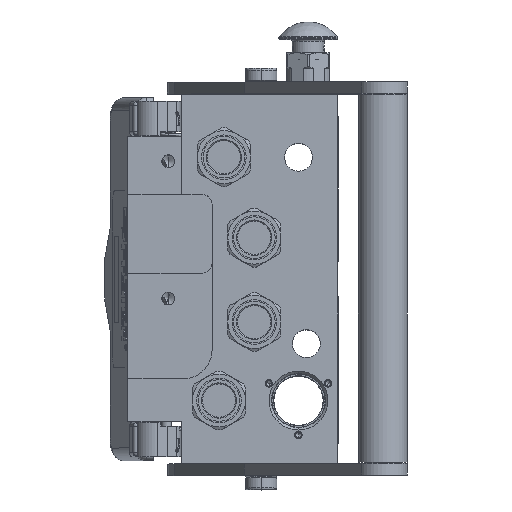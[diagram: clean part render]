
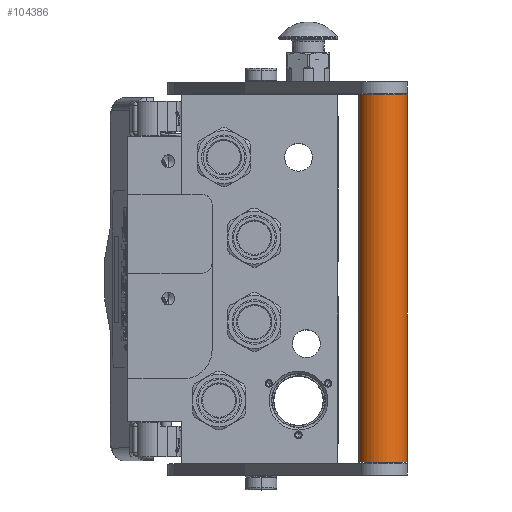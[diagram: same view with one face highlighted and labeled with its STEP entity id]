
A CAD part, top view. The second image highlights one B-rep face of the part: STEP entity #104386.
In plain terms, the highlighted cylindrical face has radius 12.5 mm (diameter 25 mm), a partial arc.
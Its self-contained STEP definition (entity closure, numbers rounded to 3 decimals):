
#5601 = ORIENTED_EDGE ( 'NONE', *, *, #73584, .F. ) ;
#9380 = LINE ( 'NONE', #127894, #18889 ) ;
#16015 = CIRCLE ( 'NONE', #54248, 12.5 ) ;
#17557 = DIRECTION ( 'NONE',  ( 1., 0., 0. ) ) ;
#18636 = DIRECTION ( 'NONE',  ( 1., 0., 0. ) ) ;
#18738 = EDGE_CURVE ( 'NONE', #154335, #66472, #9380, .T. ) ;
#18889 = VECTOR ( 'NONE', #53592, 1000. ) ;
#19663 = CARTESIAN_POINT ( 'NONE',  ( 192., 0., 0. ) ) ;
#23876 = DIRECTION ( 'NONE',  ( -1., 0., 0. ) ) ;
#24900 = EDGE_CURVE ( 'NONE', #154335, #45050, #67775, .T. ) ;
#28034 = VERTEX_POINT ( 'NONE', #136648 ) ;
#28781 = EDGE_LOOP ( 'NONE', ( #90789, #5601, #76992, #37713 ) ) ;
#37713 = ORIENTED_EDGE ( 'NONE', *, *, #18738, .T. ) ;
#45050 = VERTEX_POINT ( 'NONE', #123106 ) ;
#50158 = CARTESIAN_POINT ( 'NONE',  ( 192., 0., -12.5 ) ) ;
#53592 = DIRECTION ( 'NONE',  ( -1., 0., 0. ) ) ;
#54248 = AXIS2_PLACEMENT_3D ( 'NONE', #152356, #17557, #150251 ) ;
#54558 = DIRECTION ( 'NONE',  ( 0., 0., -1. ) ) ;
#60226 = CARTESIAN_POINT ( 'NONE',  ( 4.5, 0., -12.5 ) ) ;
#66472 = VERTEX_POINT ( 'NONE', #60226 ) ;
#67775 = CIRCLE ( 'NONE', #85786, 12.5 ) ;
#73584 = EDGE_CURVE ( 'NONE', #45050, #28034, #75830, .T. ) ;
#75830 = LINE ( 'NONE', #134423, #129372 ) ;
#76992 = ORIENTED_EDGE ( 'NONE', *, *, #24900, .F. ) ;
#85786 = AXIS2_PLACEMENT_3D ( 'NONE', #19663, #18636, #54558 ) ;
#90789 = ORIENTED_EDGE ( 'NONE', *, *, #125187, .T. ) ;
#95088 = CARTESIAN_POINT ( 'NONE',  ( -9.825, 0., 0. ) ) ;
#100351 = CYLINDRICAL_SURFACE ( 'NONE', #141094, 12.5 ) ;
#104386 = ADVANCED_FACE ( 'NONE', ( #136689 ), #100351, .T. ) ;
#123106 = CARTESIAN_POINT ( 'NONE',  ( 192., 0., 12.5 ) ) ;
#125187 = EDGE_CURVE ( 'NONE', #66472, #28034, #16015, .T. ) ;
#127894 = CARTESIAN_POINT ( 'NONE',  ( 192., 0., -12.5 ) ) ;
#129372 = VECTOR ( 'NONE', #146183, 1000. ) ;
#134423 = CARTESIAN_POINT ( 'NONE',  ( 192., 0., 12.5 ) ) ;
#136648 = CARTESIAN_POINT ( 'NONE',  ( 4.5, 0., 12.5 ) ) ;
#136689 = FACE_OUTER_BOUND ( 'NONE', #28781, .T. ) ;
#141094 = AXIS2_PLACEMENT_3D ( 'NONE', #95088, #23876, #145802 ) ;
#145802 = DIRECTION ( 'NONE',  ( 0., 0., 1. ) ) ;
#146183 = DIRECTION ( 'NONE',  ( -1., 0., 0. ) ) ;
#150251 = DIRECTION ( 'NONE',  ( 0., 0., -1. ) ) ;
#152356 = CARTESIAN_POINT ( 'NONE',  ( 4.5, 0., 0. ) ) ;
#154335 = VERTEX_POINT ( 'NONE', #50158 ) ;
